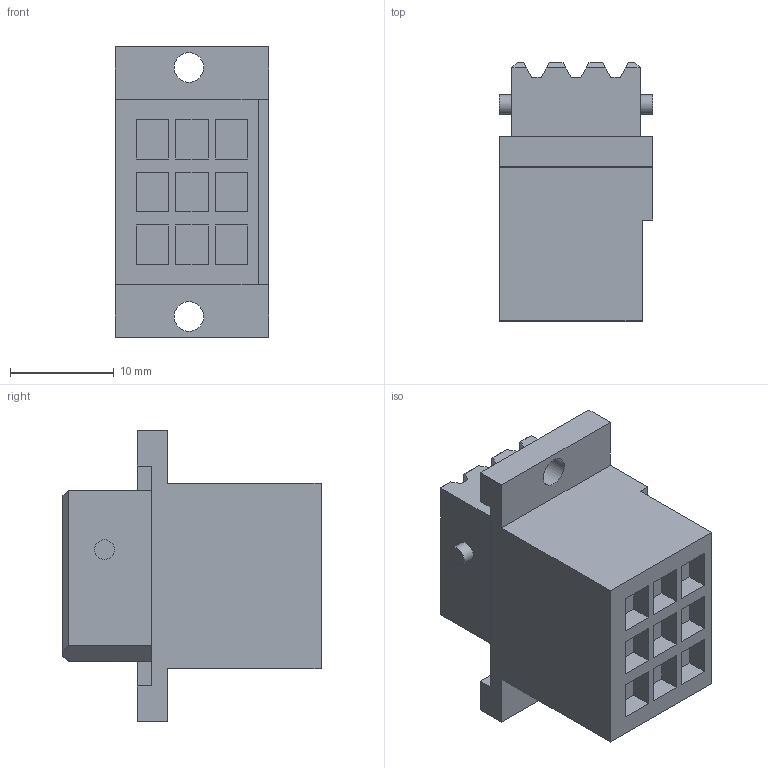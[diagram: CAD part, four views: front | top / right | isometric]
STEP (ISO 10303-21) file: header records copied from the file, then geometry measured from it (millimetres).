
FILE_DESCRIPTION(/* description */ (''),/* implementation_level */ '2;1');
FILE_NAME(/* name */ '100101879ugm000_b.stp',/* time_stamp */ '2015-09-02T07:43:43+02:00',/* author */ (''),/* organization */ (''),/* preprocessor_version */ 'ST-DEVELOPER v15',/* originating_system */ 'SIEMENS PLM Software NX 8.5',/* authorisation */ '');
FILE_SCHEMA (('AUTOMOTIVE_DESIGN { 1 0 10303 214 3 1 1 1 }'));
Length unit declared in the file: millimetre
Products named in the file (1): 100101879ugm000_b
Bounding box: 14.8 x 24.87 x 28 mm (x, y, z)
Volume: 5906.6 mm3; surface area: 2823 mm2
Topology: 1 solids, 1 shells, 148 faces, 376 edges, 250 vertices
Faces by surface type: plane 144, cylinder 4
Full cylindrical faces by diameter (mm): 1.9 x2, 2.85 x2
Entity records: 4392 total; most frequent: CARTESIAN_POINT 771, ORIENTED_EDGE 744, DIRECTION 678, EDGE_CURVE 372, LINE 364, VECTOR 364, VERTEX_POINT 250, EDGE_LOOP 176
